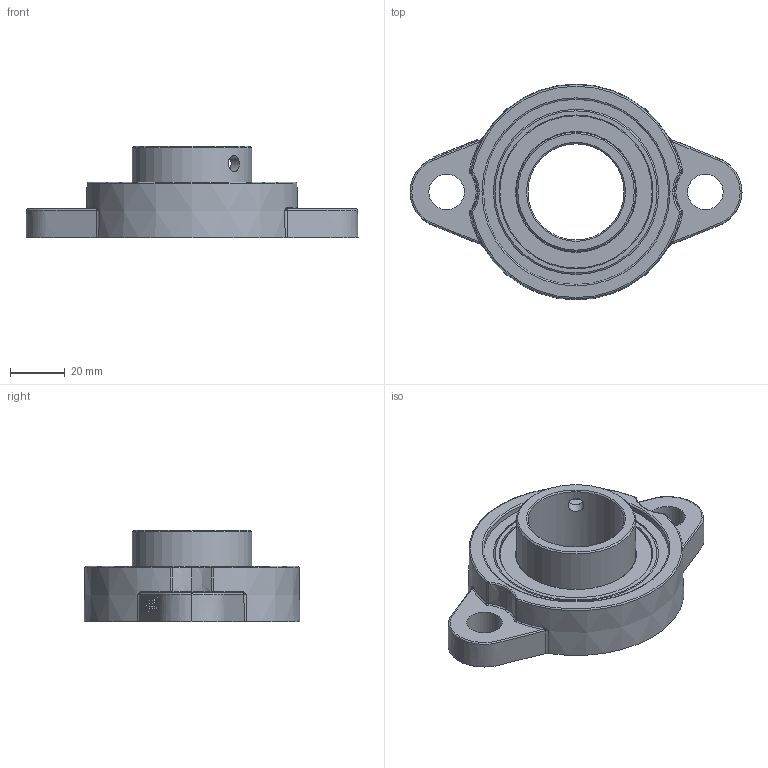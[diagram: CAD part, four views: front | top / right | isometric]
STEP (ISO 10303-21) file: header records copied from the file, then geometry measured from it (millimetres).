
FILE_DESCRIPTION(/* description */ (''),/* implementation_level */ '2;1');
FILE_NAME(/* name */ 'MUFL007.stp',/* time_stamp */ '2016-02-01T16:00:33+01:00',/* author */ ('fje'),/* organization */ (''),/* preprocessor_version */ 'ST-DEVELOPER v15.2',/* originating_system */ 'Autodesk Inventor 2014',/* authorisation */ '');
FILE_SCHEMA (('AUTOMOTIVE_DESIGN { 1 0 10303 214 3 1 1 }'));
Length unit declared in the file: millimetre
Products named in the file (1): Part85
Bounding box: 120.82 x 78.6 x 33.3 mm (x, y, z)
Volume: 76373.2 mm3; surface area: 28428.3 mm2
Topology: 2 solids, 2 shells, 276 faces, 730 edges, 475 vertices
Faces by surface type: plane 188, bspline 50, cone 13, cylinder 13, torus 12
Full cylindrical faces by diameter (mm): 5.8 x2, 12.9 x2, 35 x1, 43.4 x2, 44 x2, 55.4 x2, 56 x2
Entity records: 13066 total; most frequent: CARTESIAN_POINT 6265, ORIENTED_EDGE 1408, DIRECTION 1174, EDGE_CURVE 704, LINE 502, VECTOR 502, VERTEX_POINT 471, AXIS2_PLACEMENT_3D 336
